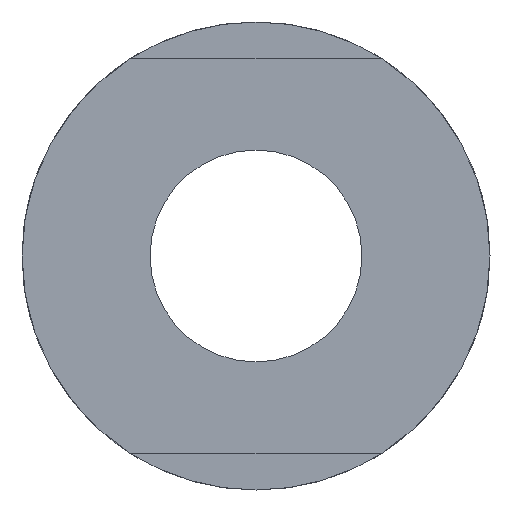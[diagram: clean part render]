
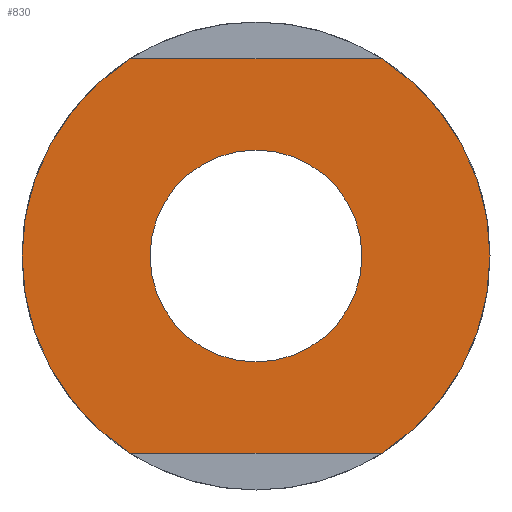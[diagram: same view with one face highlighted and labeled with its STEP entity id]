
A CAD part, front view. The second image highlights one B-rep face of the part: STEP entity #830.
In plain terms, the highlighted planar face has unit normal (0, -1, 0).
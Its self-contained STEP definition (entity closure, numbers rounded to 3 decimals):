
#3 = VERTEX_POINT ( 'NONE', #1228 ) ;
#84 = CARTESIAN_POINT ( 'NONE',  ( 0., 0., -2.15 ) ) ;
#169 = AXIS2_PLACEMENT_3D ( 'NONE', #1449, #1448, #1444 ) ;
#213 = EDGE_LOOP ( 'NONE', ( #982, #751 ) ) ;
#219 = DIRECTION ( 'NONE',  ( 0., 0., -1. ) ) ;
#307 = CARTESIAN_POINT ( 'NONE',  ( 0., 0., 2.15 ) ) ;
#327 = CARTESIAN_POINT ( 'NONE',  ( 2.562, 0., -4. ) ) ;
#339 = CARTESIAN_POINT ( 'NONE',  ( 2.562, 0., 4. ) ) ;
#402 = DIRECTION ( 'NONE',  ( -1., 0., 0. ) ) ;
#407 = CARTESIAN_POINT ( 'NONE',  ( 2.15, 0., 4. ) ) ;
#522 = AXIS2_PLACEMENT_3D ( 'NONE', #606, #603, #602 ) ;
#533 = AXIS2_PLACEMENT_3D ( 'NONE', #1951, #1949, #1948 ) ;
#553 = AXIS2_PLACEMENT_3D ( 'NONE', #670, #700, #559 ) ;
#559 = DIRECTION ( 'NONE',  ( 0., 0., -1. ) ) ;
#565 = PLANE ( 'NONE',  #553 ) ;
#571 = ORIENTED_EDGE ( 'NONE', *, *, #1982, .T. ) ;
#589 = ORIENTED_EDGE ( 'NONE', *, *, #2049, .F. ) ;
#602 = DIRECTION ( 'NONE',  ( 0., 0., -1. ) ) ;
#603 = DIRECTION ( 'NONE',  ( 0., 1., 0. ) ) ;
#606 = CARTESIAN_POINT ( 'NONE',  ( 0., 0., 0. ) ) ;
#664 = ORIENTED_EDGE ( 'NONE', *, *, #1078, .T. ) ;
#670 = CARTESIAN_POINT ( 'NONE',  ( 2.15, 0., 0. ) ) ;
#700 = DIRECTION ( 'NONE',  ( 0., -1., 0. ) ) ;
#702 = ORIENTED_EDGE ( 'NONE', *, *, #1214, .F. ) ;
#751 = ORIENTED_EDGE ( 'NONE', *, *, #836, .T. ) ;
#830 = ADVANCED_FACE ( 'NONE', ( #1004, #1029 ), #565, .T. ) ;
#836 = EDGE_CURVE ( 'NONE', #1675, #1100, #995, .T. ) ;
#936 = AXIS2_PLACEMENT_3D ( 'NONE', #1884, #1702, #219 ) ;
#982 = ORIENTED_EDGE ( 'NONE', *, *, #1941, .T. ) ;
#995 = CIRCLE ( 'NONE', #522, 2.15 ) ;
#1004 = FACE_BOUND ( 'NONE', #213, .T. ) ;
#1006 = CARTESIAN_POINT ( 'NONE',  ( 2.15, 0., -4. ) ) ;
#1008 = VERTEX_POINT ( 'NONE', #339 ) ;
#1018 = DIRECTION ( 'NONE',  ( 1., 0., 0. ) ) ;
#1029 = FACE_OUTER_BOUND ( 'NONE', #1421, .T. ) ;
#1078 = EDGE_CURVE ( 'NONE', #1008, #1251, #1183, .T. ) ;
#1100 = VERTEX_POINT ( 'NONE', #84 ) ;
#1183 = LINE ( 'NONE', #407, #1203 ) ;
#1203 = VECTOR ( 'NONE', #402, 1000. ) ;
#1214 = EDGE_CURVE ( 'NONE', #3, #1251, #1240, .T. ) ;
#1228 = CARTESIAN_POINT ( 'NONE',  ( -2.562, 0., -4. ) ) ;
#1240 = CIRCLE ( 'NONE', #533, 4.75 ) ;
#1251 = VERTEX_POINT ( 'NONE', #1935 ) ;
#1421 = EDGE_LOOP ( 'NONE', ( #664, #702, #571, #589 ) ) ;
#1444 = DIRECTION ( 'NONE',  ( 0., 0., -1. ) ) ;
#1448 = DIRECTION ( 'NONE',  ( 0., 1., 0. ) ) ;
#1449 = CARTESIAN_POINT ( 'NONE',  ( 0., 0., 0. ) ) ;
#1675 = VERTEX_POINT ( 'NONE', #307 ) ;
#1702 = DIRECTION ( 'NONE',  ( 0., 1., 0. ) ) ;
#1714 = CIRCLE ( 'NONE', #936, 2.15 ) ;
#1738 = LINE ( 'NONE', #1006, #1748 ) ;
#1748 = VECTOR ( 'NONE', #1018, 1000. ) ;
#1805 = CIRCLE ( 'NONE', #169, 4.75 ) ;
#1827 = VERTEX_POINT ( 'NONE', #327 ) ;
#1884 = CARTESIAN_POINT ( 'NONE',  ( 0., 0., 0. ) ) ;
#1935 = CARTESIAN_POINT ( 'NONE',  ( -2.562, 0., 4. ) ) ;
#1941 = EDGE_CURVE ( 'NONE', #1100, #1675, #1714, .T. ) ;
#1948 = DIRECTION ( 'NONE',  ( 0., 0., -1. ) ) ;
#1949 = DIRECTION ( 'NONE',  ( 0., 1., 0. ) ) ;
#1951 = CARTESIAN_POINT ( 'NONE',  ( 0., 0., 0. ) ) ;
#1982 = EDGE_CURVE ( 'NONE', #3, #1827, #1738, .T. ) ;
#2049 = EDGE_CURVE ( 'NONE', #1008, #1827, #1805, .T. ) ;
